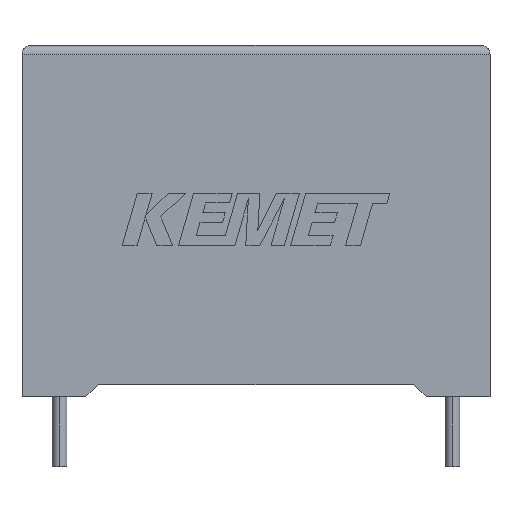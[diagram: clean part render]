
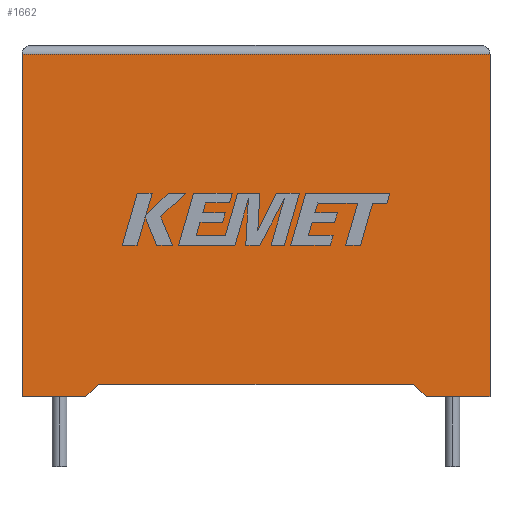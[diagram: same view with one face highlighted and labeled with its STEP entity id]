
A CAD part, top view. The second image highlights one B-rep face of the part: STEP entity #1662.
In plain terms, the highlighted planar face has unit normal (0, 0, 1).
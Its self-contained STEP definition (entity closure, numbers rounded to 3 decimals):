
#53 = LINE ( 'NONE', #514, #1164 ) ;
#55 = DIRECTION ( 'NONE',  ( 1., 0., 0. ) ) ;
#121 = VECTOR ( 'NONE', #1037, 1000. ) ;
#145 = DIRECTION ( 'NONE',  ( -1., 0., 0. ) ) ;
#162 = VERTEX_POINT ( 'NONE', #191 ) ;
#191 = CARTESIAN_POINT ( 'NONE',  ( 26.8, 0., 11.2 ) ) ;
#194 = DIRECTION ( 'NONE',  ( 0., 1., 0. ) ) ;
#207 = CARTESIAN_POINT ( 'NONE',  ( 26.8, 19.6, 11.2 ) ) ;
#233 = ORIENTED_EDGE ( 'NONE', *, *, #2296, .T. ) ;
#305 = LINE ( 'NONE', #582, #2033 ) ;
#492 = VERTEX_POINT ( 'NONE', #945 ) ;
#514 = CARTESIAN_POINT ( 'NONE',  ( 13.4, 0.693, 11.2 ) ) ;
#581 = AXIS2_PLACEMENT_3D ( 'NONE', #645, #680, #2073 ) ;
#582 = CARTESIAN_POINT ( 'NONE',  ( 0., 0., 11.2 ) ) ;
#645 = CARTESIAN_POINT ( 'NONE',  ( 0., 0., 11.2 ) ) ;
#652 = CARTESIAN_POINT ( 'NONE',  ( 26.8, 0., 11.2 ) ) ;
#680 = DIRECTION ( 'NONE',  ( 0., 0., -1. ) ) ;
#715 = EDGE_CURVE ( 'NONE', #2898, #1756, #1366, .T. ) ;
#745 = CARTESIAN_POINT ( 'NONE',  ( 0., 0., 11.2 ) ) ;
#791 = LINE ( 'NONE', #1267, #2037 ) ;
#803 = CARTESIAN_POINT ( 'NONE',  ( 0., 0., 11.2 ) ) ;
#818 = DIRECTION ( 'NONE',  ( -1., 0., 0. ) ) ;
#886 = CARTESIAN_POINT ( 'NONE',  ( 3.65, 0., 11.2 ) ) ;
#893 = CARTESIAN_POINT ( 'NONE',  ( 23.15, 0., 11.2 ) ) ;
#921 = CARTESIAN_POINT ( 'NONE',  ( 3.65, 0., 11.2 ) ) ;
#945 = CARTESIAN_POINT ( 'NONE',  ( 0., 0., 11.2 ) ) ;
#1021 = CARTESIAN_POINT ( 'NONE',  ( 4.394, 0.693, 11.2 ) ) ;
#1025 = LINE ( 'NONE', #745, #121 ) ;
#1037 = DIRECTION ( 'NONE',  ( 0., -1., 0. ) ) ;
#1045 = DIRECTION ( 'NONE',  ( 1., 0., 0. ) ) ;
#1062 = VERTEX_POINT ( 'NONE', #207 ) ;
#1164 = VECTOR ( 'NONE', #818, 1000. ) ;
#1204 = VERTEX_POINT ( 'NONE', #1762 ) ;
#1208 = EDGE_CURVE ( 'NONE', #1062, #1204, #791, .T. ) ;
#1267 = CARTESIAN_POINT ( 'NONE',  ( 0., 19.6, 11.2 ) ) ;
#1310 = PLANE ( 'NONE',  #581 ) ;
#1319 = LINE ( 'NONE', #652, #1933 ) ;
#1366 = LINE ( 'NONE', #886, #1937 ) ;
#1371 = VERTEX_POINT ( 'NONE', #1858 ) ;
#1408 = ORIENTED_EDGE ( 'NONE', *, *, #1653, .F. ) ;
#1457 = FACE_OUTER_BOUND ( 'NONE', #2680, .T. ) ;
#1575 = VERTEX_POINT ( 'NONE', #2725 ) ;
#1605 = DIRECTION ( 'NONE',  ( 0.732, -0.681, 0. ) ) ;
#1616 = EDGE_CURVE ( 'NONE', #492, #1756, #2223, .T. ) ;
#1653 = EDGE_CURVE ( 'NONE', #1575, #2898, #53, .T. ) ;
#1662 = ADVANCED_FACE ( 'NONE', ( #1457 ), #1310, .F. ) ;
#1756 = VERTEX_POINT ( 'NONE', #921 ) ;
#1762 = CARTESIAN_POINT ( 'NONE',  ( 0., 19.6, 11.2 ) ) ;
#1827 = LINE ( 'NONE', #893, #2882 ) ;
#1858 = CARTESIAN_POINT ( 'NONE',  ( 23.15, 0., 11.2 ) ) ;
#1933 = VECTOR ( 'NONE', #194, 1000. ) ;
#1937 = VECTOR ( 'NONE', #2794, 1000. ) ;
#2033 = VECTOR ( 'NONE', #55, 1000. ) ;
#2037 = VECTOR ( 'NONE', #145, 1000. ) ;
#2073 = DIRECTION ( 'NONE',  ( -1., 0., 0. ) ) ;
#2223 = LINE ( 'NONE', #803, #2996 ) ;
#2269 = ORIENTED_EDGE ( 'NONE', *, *, #2491, .T. ) ;
#2296 = EDGE_CURVE ( 'NONE', #162, #1062, #1319, .T. ) ;
#2484 = EDGE_CURVE ( 'NONE', #1204, #492, #1025, .T. ) ;
#2491 = EDGE_CURVE ( 'NONE', #1371, #162, #305, .T. ) ;
#2557 = ORIENTED_EDGE ( 'NONE', *, *, #1208, .T. ) ;
#2582 = ORIENTED_EDGE ( 'NONE', *, *, #1616, .T. ) ;
#2680 = EDGE_LOOP ( 'NONE', ( #233, #2557, #3016, #2582, #2686, #1408, #2894, #2269 ) ) ;
#2686 = ORIENTED_EDGE ( 'NONE', *, *, #715, .F. ) ;
#2725 = CARTESIAN_POINT ( 'NONE',  ( 22.406, 0.693, 11.2 ) ) ;
#2762 = EDGE_CURVE ( 'NONE', #1575, #1371, #1827, .T. ) ;
#2794 = DIRECTION ( 'NONE',  ( -0.732, -0.681, 0. ) ) ;
#2882 = VECTOR ( 'NONE', #1605, 1000. ) ;
#2894 = ORIENTED_EDGE ( 'NONE', *, *, #2762, .T. ) ;
#2898 = VERTEX_POINT ( 'NONE', #1021 ) ;
#2996 = VECTOR ( 'NONE', #1045, 1000. ) ;
#3016 = ORIENTED_EDGE ( 'NONE', *, *, #2484, .T. ) ;
